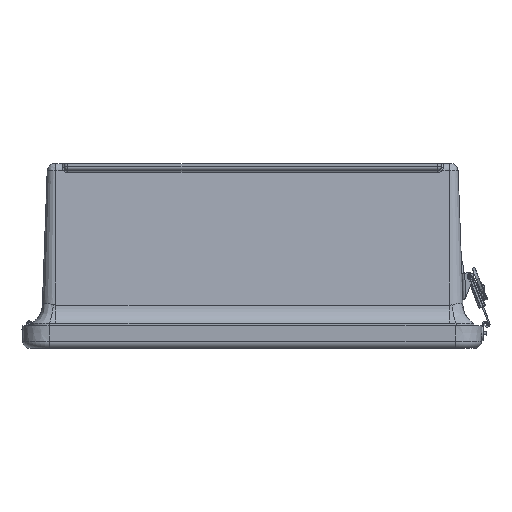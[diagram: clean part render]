
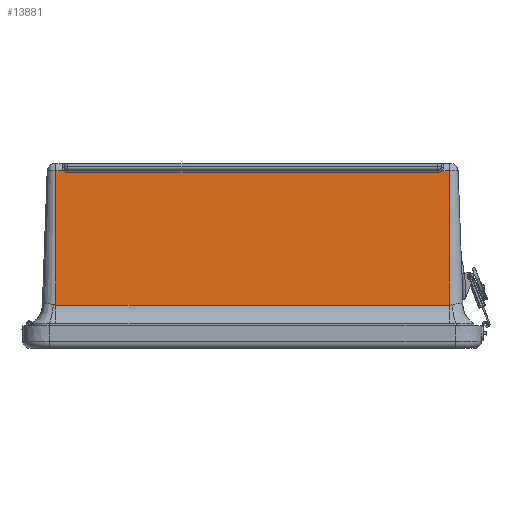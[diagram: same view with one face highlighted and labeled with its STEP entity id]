
A CAD part, left-side view. The second image highlights one B-rep face of the part: STEP entity #13881.
In plain terms, the highlighted planar face has unit normal (-0.999, 0, 0.036).
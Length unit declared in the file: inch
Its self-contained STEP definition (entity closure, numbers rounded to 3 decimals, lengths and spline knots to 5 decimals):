
#404=PLANE('',#15129);
#928=LINE('',#21275,#2068);
#957=LINE('',#21729,#2097);
#961=LINE('',#21827,#2101);
#962=LINE('',#21831,#2102);
#963=LINE('',#21832,#2103);
#964=LINE('',#21833,#2104);
#2068=VECTOR('',#17011,0.75);
#2097=VECTOR('',#17166,0.3937);
#2101=VECTOR('',#17194,0.3937);
#2102=VECTOR('',#17199,0.3937);
#2103=VECTOR('',#17200,0.3937);
#2104=VECTOR('',#17201,0.3937);
#4302=FACE_OUTER_BOUND('',#5145,.T.);
#5145=EDGE_LOOP('',(#10165,#10166,#10167,#10168,#10169,#10170,#10171,#10172));
#6169=ELLIPSE('',#15117,0.18812,0.188);
#6171=ELLIPSE('',#15124,0.18812,0.188);
#6378=VERTEX_POINT('',#21272);
#6379=VERTEX_POINT('',#21274);
#6431=VERTEX_POINT('',#21717);
#6433=VERTEX_POINT('',#21726);
#6434=VERTEX_POINT('',#21728);
#6436=VERTEX_POINT('',#21780);
#6441=VERTEX_POINT('',#21826);
#6442=VERTEX_POINT('',#21830);
#7821=EDGE_CURVE('',#6378,#6379,#928,.T.);
#7902=EDGE_CURVE('',#6433,#6434,#957,.T.);
#7905=EDGE_CURVE('',#6434,#6431,#6169,.T.);
#7913=EDGE_CURVE('',#6436,#6433,#6171,.T.);
#7917=EDGE_CURVE('',#6431,#6441,#961,.T.);
#7919=EDGE_CURVE('',#6442,#6436,#962,.T.);
#7920=EDGE_CURVE('',#6379,#6442,#963,.T.);
#7921=EDGE_CURVE('',#6378,#6441,#964,.T.);
#10165=ORIENTED_EDGE('',*,*,#7905,.F.);
#10166=ORIENTED_EDGE('',*,*,#7902,.F.);
#10167=ORIENTED_EDGE('',*,*,#7913,.F.);
#10168=ORIENTED_EDGE('',*,*,#7919,.F.);
#10169=ORIENTED_EDGE('',*,*,#7920,.F.);
#10170=ORIENTED_EDGE('',*,*,#7821,.F.);
#10171=ORIENTED_EDGE('',*,*,#7921,.T.);
#10172=ORIENTED_EDGE('',*,*,#7917,.F.);
#13881=ADVANCED_FACE('',(#4302),#404,.T.);
#15117=AXIS2_PLACEMENT_3D('',#21753,#17170,#17171);
#15124=AXIS2_PLACEMENT_3D('',#21819,#17184,#17185);
#15129=AXIS2_PLACEMENT_3D('',#21829,#17197,#17198);
#17011=DIRECTION('',(0.,1.,0.));
#17166=DIRECTION('',(0.,-1.,0.));
#17170=DIRECTION('center_axis',(-0.999,0.,0.036));
#17171=DIRECTION('ref_axis',(-0.036,0.,
-0.999));
#17184=DIRECTION('center_axis',(-0.999,0.,0.036));
#17185=DIRECTION('ref_axis',(-0.036,0.,-0.999));
#17194=DIRECTION('',(0.,-1.,0.));
#17197=DIRECTION('center_axis',(-0.999,0.,0.036));
#17198=DIRECTION('ref_axis',(0.,-1.,0.));
#17199=DIRECTION('',(0.,-1.,0.));
#17200=DIRECTION('',(0.036,0.,0.999));
#17201=DIRECTION('',(0.036,0.,0.999));
#21272=CARTESIAN_POINT('',(-8.0881,-6.6172,1.2388));
#21274=CARTESIAN_POINT('',(-8.0881,6.6172,1.2388));
#21275=CARTESIAN_POINT('',(-8.0881,-6.84251,1.2388));
#21717=CARTESIAN_POINT('',(-7.9258,-6.36115,5.75897));
#21726=CARTESIAN_POINT('',(-7.92814,6.21875,5.69371));
#21728=CARTESIAN_POINT('',(-7.92814,-6.21875,5.69371));
#21729=CARTESIAN_POINT('',(-7.92814,-3.3086,5.69371));
#21753=CARTESIAN_POINT('Origin',(-7.92139,-6.21875,5.88171));
#21780=CARTESIAN_POINT('',(-7.9258,6.36115,5.75897));
#21819=CARTESIAN_POINT('Origin',(-7.92139,6.21875,5.88171));
#21826=CARTESIAN_POINT('',(-7.9258,-6.6172,5.75897));
#21827=CARTESIAN_POINT('',(-7.9258,-3.3086,5.75897));
#21829=CARTESIAN_POINT('Origin',(-8.13242,-6.6172,0.00449));
#21830=CARTESIAN_POINT('',(-7.9258,6.6172,5.75897));
#21831=CARTESIAN_POINT('',(-7.9258,-3.3086,5.75897));
#21832=CARTESIAN_POINT('',(-8.13242,6.6172,0.00449));
#21833=CARTESIAN_POINT('',(-8.13242,-6.6172,0.00449));
